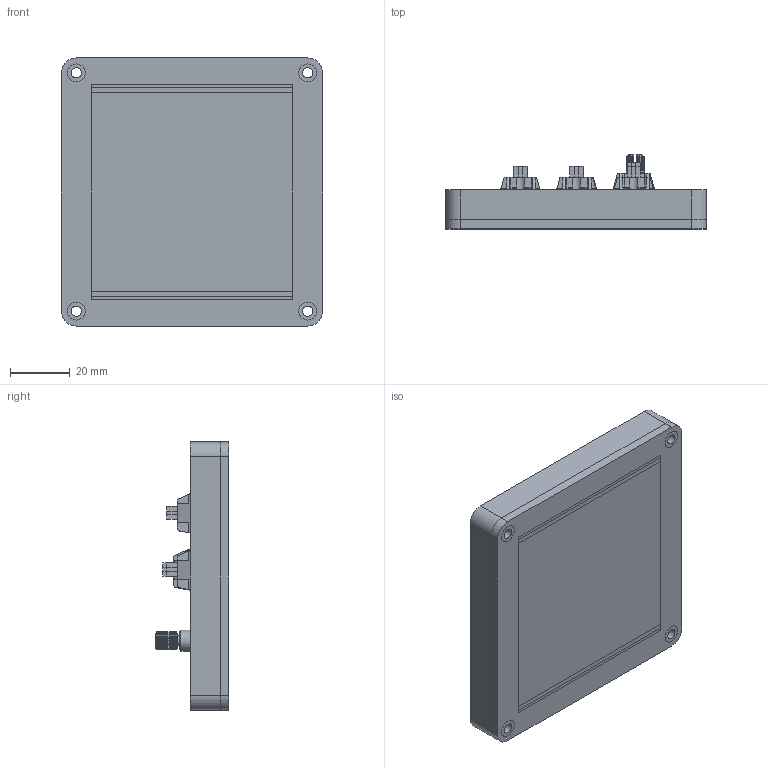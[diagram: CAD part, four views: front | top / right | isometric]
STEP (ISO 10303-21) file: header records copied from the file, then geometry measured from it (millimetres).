
FILE_DESCRIPTION(/* description */ (''),/* implementation_level */ '2;1');
FILE_NAME(/* name */ 'hackpad full assembly.step',/* time_stamp */ '2025-12-30T19:58:40-08:00',/* author */ (''),/* organization */ (''),/* preprocessor_version */ 'ST-DEVELOPER v20.1',/* originating_system */ 'Autodesk Translation Framework v14.21.0.0',/* authorisation */ '');
FILE_SCHEMA (('AUTOMOTIVE_DESIGN { 1 0 10303 214 3 1 1 }'));
Products named in the file (24): full assembly; hackpad case; hackpad 1; hackpad_PCB; Seeed Studio XIAO RP2040; main; type-c v2; smd_button v3; SK6805-2.4x2.7 v1; Shell; DOUT; DIN; VSS; VDD; smd_button v3(Mirror); Ðý×ª±àÂëÆ÷EC11
E-05SW; cherry mx v28; cherry mx v28_1; cherry mx v28_2; cherry mx v28_3; cherry mx v28_4; cherry mx v28_5; Component1; Component2
Assembly tree (33 placements, depth 5):
  full assembly
    hackpad case
    hackpad 1
      hackpad_PCB
    Seeed Studio XIAO RP2040
      main
        type-c v2
        smd_button v3
        SK6805-2.4x2.7 v1
          Shell
          DOUT
          DIN
          VSS
          VDD
        smd_button v3(Mirror)
    Ðý×ª±àÂëÆ÷EC11
E-05SW
    cherry mx v28
      Component1
      Component2
    cherry mx v28_1
      Component1
      Component2
    cherry mx v28_2
      Component1
      Component2
    cherry mx v28_3
      Component1
      Component2
    cherry mx v28_4
      Component1
      Component2
    cherry mx v28_5
      Component1
      Component2
Bounding box: 87.67 x 24.83 x 90.06 mm (x, y, z)
Volume: 79636.1 mm3; surface area: 57466 mm2
Topology: 137 solids, 137 shells, 2680 faces, 6920 edges, 4527 vertices
Faces by surface type: plane 1894, cylinder 498, bspline 193, cone 49, torus 24, sphere 22
Full cylindrical faces by diameter (mm): 0.4 x1, 0.5 x2, 0.8 x14, 0.889 x14, 1 x5, 1.5 x14, 1.6 x12, 1.7 x12, 2 x1, 3.3 x1, 3.4 x4, 3.5 x1, 3.51 x1, 3.85 x6, 4 x7, 6 x4, 7 x1
Entity records: 65173 total; most frequent: CARTESIAN_POINT 14386, ORIENTED_EDGE 10594, DIRECTION 9514, EDGE_CURVE 5297, LINE 3946, VECTOR 3946, VERTEX_POINT 3467, AXIS2_PLACEMENT_3D 2784
